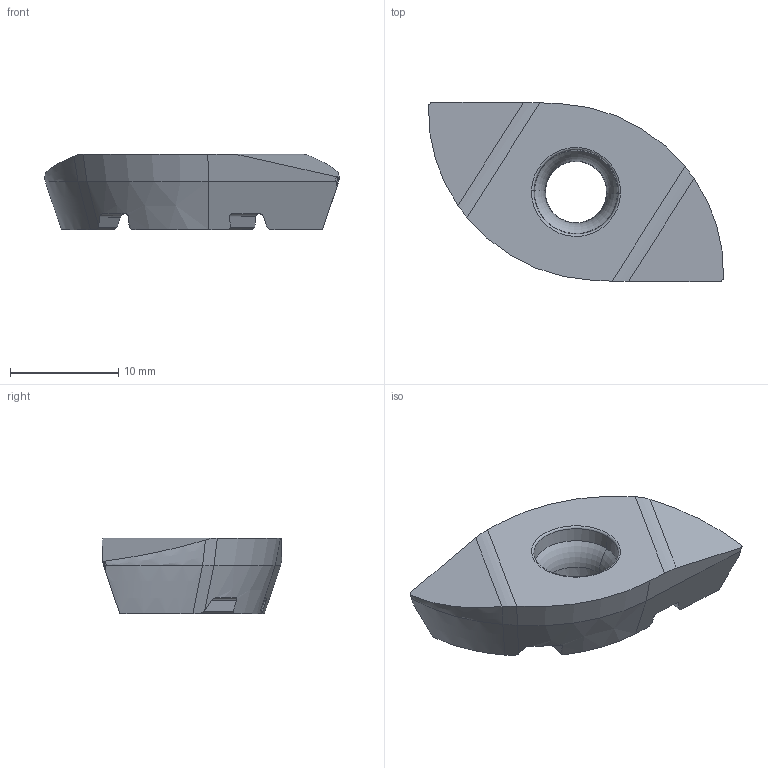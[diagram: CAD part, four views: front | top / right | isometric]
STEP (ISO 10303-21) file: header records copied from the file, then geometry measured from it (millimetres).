
FILE_DESCRIPTION((''),'2;1');
FILE_NAME('SRM220C','2014-11-12T',('tsakamot'),('PTC Japan'),'PRO/ENGINEER BY PARAMETRIC TECHNOLOGY CORPORATION, 2011180','PRO/ENGINEER BY PARAMETRIC TECHNOLOGY CORPORATION, 2011180','');
FILE_SCHEMA(('AUTOMOTIVE_DESIGN { 1 0 10303 214 1 1 1 1 }'));
Length unit declared in the file: millimetre
Products named in the file (1): SRM220C
Bounding box: 27.32 x 16.58 x 7 mm (x, y, z)
Volume: 1610.7 mm3; surface area: 1118.3 mm2
Topology: 1 solids, 1 shells, 52 faces, 135 edges, 85 vertices
Faces by surface type: plane 22, cone 10, cylinder 6, bspline 6, extrusion 4, torus 4
Entity records: 3446 total; most frequent: CARTESIAN_POINT 1761, ORIENTED_EDGE 270, DIRECTION 206, PRESENTATION_STYLE_ASSIGNMENT 137, STYLED_ITEM 137, CURVE_STYLE 136, EDGE_CURVE 135, VERTEX_POINT 85
